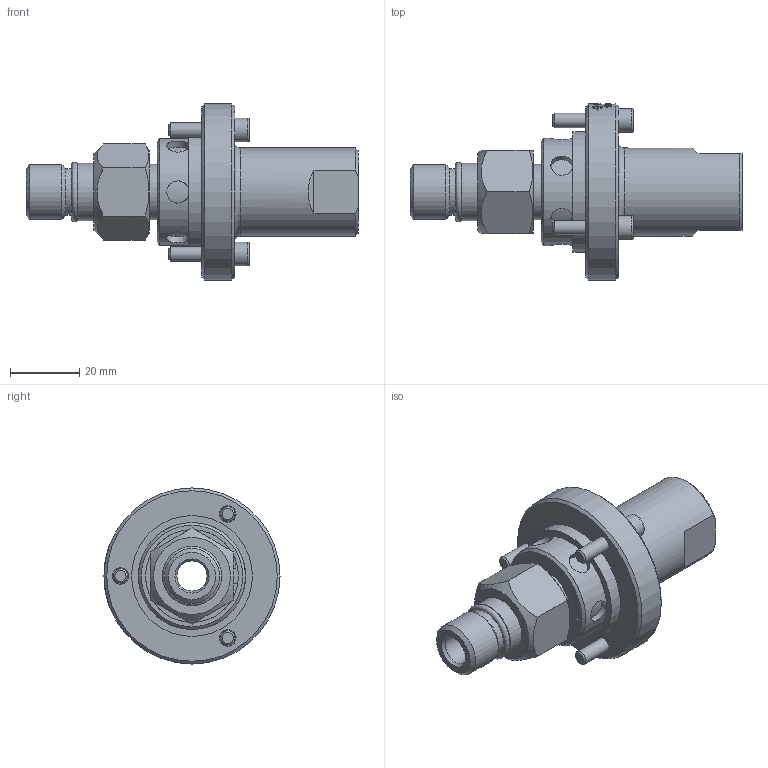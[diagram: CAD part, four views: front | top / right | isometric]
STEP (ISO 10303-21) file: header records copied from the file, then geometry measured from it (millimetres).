
FILE_DESCRIPTION(/* description */ (''),/* implementation_level */ '2;1');
FILE_NAME(/* name */ '1117-002-110-IC.stp',/* time_stamp */ '2020-05-14T13:53:54-05:00',/* author */ ('moorera'),/* organization */ (''),/* preprocessor_version */ 'ST-DEVELOPER v18.1',/* originating_system */ 'Autodesk Inventor 2020',/* authorisation */ '');
FILE_SCHEMA (('AUTOMOTIVE_DESIGN { 1 0 10303 214 3 1 1 }'));
Products named in the file (1): 1117-002-110-IC
Bounding box: 95.83 x 50.8 x 50.8 mm (x, y, z)
Volume: 51752 mm3; surface area: 17622.9 mm2
Topology: 2 solids, 2 shells, 390 faces, 1039 edges, 702 vertices
Faces by surface type: plane 145, bspline 145, cylinder 68, cone 19, torus 13
Full cylindrical faces by diameter (mm): 4.166 x3, 4.8 x3, 6.4 x6, 6.858 x3, 8.7 x1, 13.55 x1, 13.889 x1, 15.839 x1, 16 x1, 16.649 x1, 25.4 x1, 26.8 x2, 28.1 x1, 30.9 x1, 34.9 x1, 50.8 x1
Entity records: 45140 total; most frequent: CARTESIAN_POINT 35819, ORIENTED_EDGE 2072, DIRECTION 1595, EDGE_CURVE 1036, VERTEX_POINT 702, AXIS2_PLACEMENT_3D 601, EDGE_LOOP 448, LINE 393
